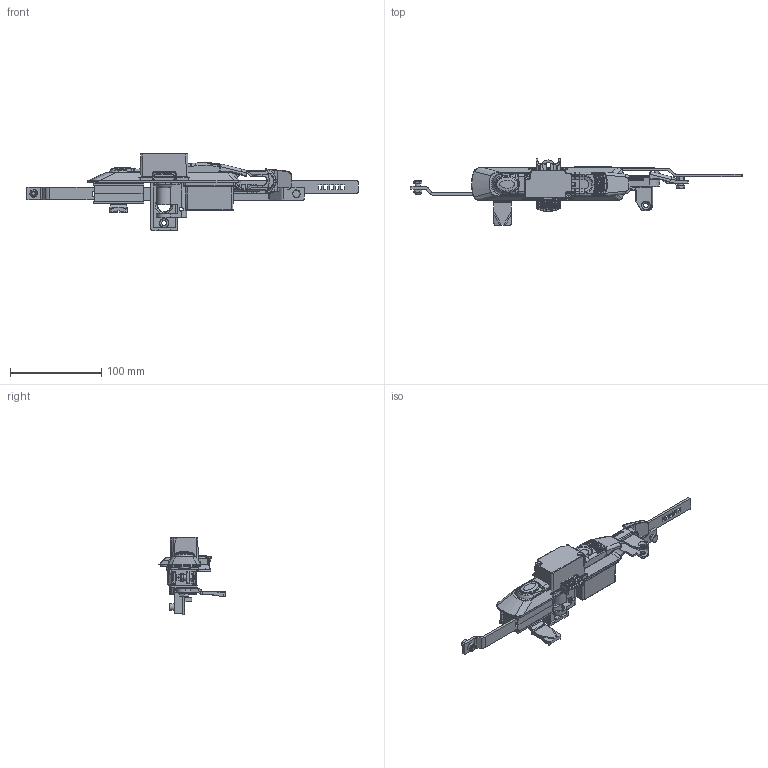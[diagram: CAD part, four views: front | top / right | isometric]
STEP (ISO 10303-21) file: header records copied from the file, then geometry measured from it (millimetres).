
FILE_DESCRIPTION( ( 'STEP AP203' ), '1' );
FILE_NAME( ' ', ' ', ( ' ' ), ( ' ' ), 'PSStep 10.0', ' ', ' ' );
FILE_SCHEMA( ( 'CONFIG_CONTROL_DESIGN' ) );
Length unit declared in the file: millimetre
Products named in the file (24): Assem1; 1; 2; 3; 4; 5; 6; 7; 8; 9; 10; 11; 12; 13; 14; 15; 16; 17; 18; 19; 20; 21; 22; 23
Bounding box: 364 x 72.85 x 84.45 mm (x, y, z)
Volume: 229638.3 mm3; surface area: 197867 mm2
Topology: 50 solids, 50 shells, 4011 faces, 10051 edges, 6128 vertices
Faces by surface type: plane 1508, cylinder 1290, bspline 704, torus 220, cone 152, sphere 99, extrusion 38
Full cylindrical faces by diameter (mm): 3.3 x18, 4 x6, 4.2 x12, 5 x11, 5.3 x10, 6 x3, 6.3 x2, 7 x4, 7.4 x3, 7.5 x4, 7.6 x4, 8 x3, 10 x14, 10.4 x8, 10.8 x2, 12 x2, 12.2 x2, 12.5 x2, 12.9 x4, 13 x4, 13.85 x4, 14 x4, 14.2 x4, 14.3 x2, 15.8 x2, 16 x2, 16.1 x4
Entity records: 78464 total; most frequent: CARTESIAN_POINT 32303, ORIENTED_EDGE 9522, DIRECTION 9299, EDGE_CURVE 4761, AXIS2_PLACEMENT_3D 3546, VERTEX_POINT 2971, VECTOR 2207, LINE 2188
